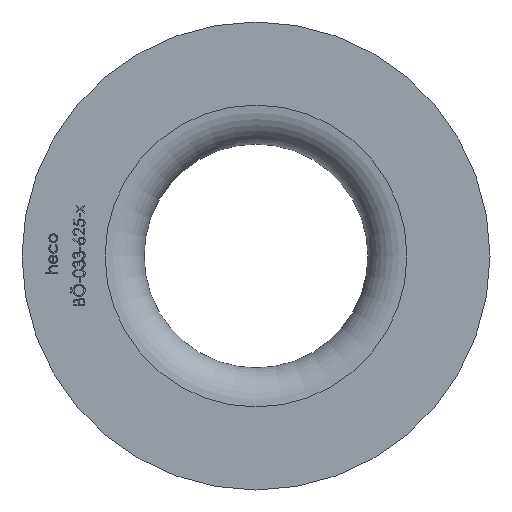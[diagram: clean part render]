
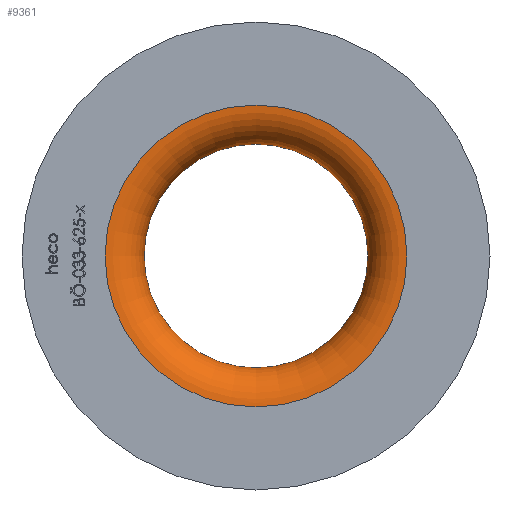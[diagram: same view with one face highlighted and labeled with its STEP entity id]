
A CAD part, left-side view. The second image highlights one B-rep face of the part: STEP entity #9361.
In plain terms, the highlighted toroidal (fillet/blend) face has major radius 19.35 mm and minor radius 5 mm.
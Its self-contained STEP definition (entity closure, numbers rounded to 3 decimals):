
#708 = EDGE_LOOP ( 'NONE', ( #1403 ) ) ;
#839 = AXIS2_PLACEMENT_3D ( 'NONE', #7440, #14738, #11217 ) ;
#1022 = CARTESIAN_POINT ( 'NONE',  ( 5., 0., -14.35 ) ) ;
#1403 = ORIENTED_EDGE ( 'NONE', *, *, #2178, .F. ) ;
#2178 = EDGE_CURVE ( 'NONE', #7164, #7164, #8516, .T. ) ;
#2182 = AXIS2_PLACEMENT_3D ( 'NONE', #11354, #13727, #8958 ) ;
#6391 = TOROIDAL_SURFACE ( 'NONE', #839, 19.35, 5. ) ;
#7164 = VERTEX_POINT ( 'NONE', #1022 ) ;
#7440 = CARTESIAN_POINT ( 'NONE',  ( 5., 0., 0. ) ) ;
#8516 = CIRCLE ( 'NONE', #11402, 14.35 ) ;
#8534 = EDGE_CURVE ( 'NONE', #14546, #14546, #9297, .T. ) ;
#8958 = DIRECTION ( 'NONE',  ( 0., 0., -1. ) ) ;
#9297 = CIRCLE ( 'NONE', #2182, 19.35 ) ;
#9361 = ADVANCED_FACE ( 'NONE', ( #12437, #11054 ), #6391, .T. ) ;
#11006 = DIRECTION ( 'NONE',  ( -1., 0., 0. ) ) ;
#11054 = FACE_OUTER_BOUND ( 'NONE', #708, .T. ) ;
#11217 = DIRECTION ( 'NONE',  ( 0., 0., -1. ) ) ;
#11354 = CARTESIAN_POINT ( 'NONE',  ( 0., 0., 0. ) ) ;
#11402 = AXIS2_PLACEMENT_3D ( 'NONE', #15831, #11006, #14849 ) ;
#12437 = FACE_OUTER_BOUND ( 'NONE', #15341, .T. ) ;
#13637 = ORIENTED_EDGE ( 'NONE', *, *, #8534, .F. ) ;
#13727 = DIRECTION ( 'NONE',  ( 1., 0., 0. ) ) ;
#14546 = VERTEX_POINT ( 'NONE', #15978 ) ;
#14738 = DIRECTION ( 'NONE',  ( 1., 0., 0. ) ) ;
#14849 = DIRECTION ( 'NONE',  ( 0., 0., -1. ) ) ;
#15341 = EDGE_LOOP ( 'NONE', ( #13637 ) ) ;
#15831 = CARTESIAN_POINT ( 'NONE',  ( 5., 0., 0. ) ) ;
#15978 = CARTESIAN_POINT ( 'NONE',  ( 0., 0., -19.35 ) ) ;
